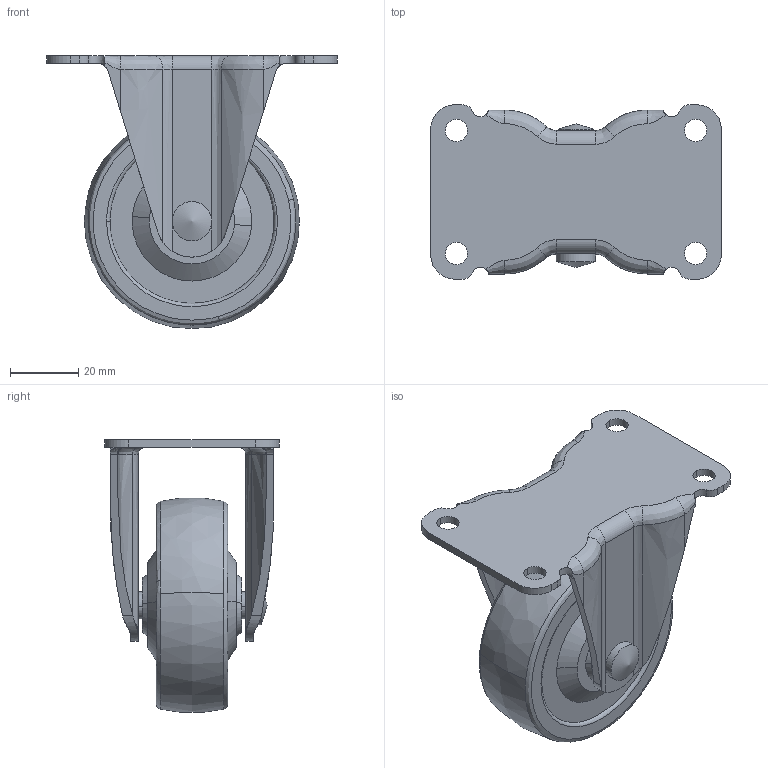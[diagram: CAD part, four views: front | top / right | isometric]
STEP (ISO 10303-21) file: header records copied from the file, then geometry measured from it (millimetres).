
FILE_DESCRIPTION((''),'2;1');
FILE_NAME('','2005-12-16T14:16:44',(''),(''),'','CADfix','');
FILE_SCHEMA(('AUTOMOTIVE_DESIGN'));
Length unit declared in the file: millimetre
Products named in the file (4): wheel; body; axle; No_605_15077_36
Assembly tree (3 placements, depth 2):
  No_605_15077_36
    wheel
    body
    axle
Bounding box: 85 x 51 x 79.88 mm (x, y, z)
Volume: 83373.2 mm3; surface area: 28226.5 mm2
Topology: 3 solids, 3 shells, 136 faces, 420 edges, 298 vertices
Faces by surface type: bspline 136
Entity records: 5659 total; most frequent: CARTESIAN_POINT 3344, ORIENTED_EDGE 840, EDGE_CURVE 420, VERTEX_POINT 298, EDGE_LOOP 158, FACE_OUTER_BOUND 136, ADVANCED_FACE 136, QUASI_UNIFORM_CURVE 120
